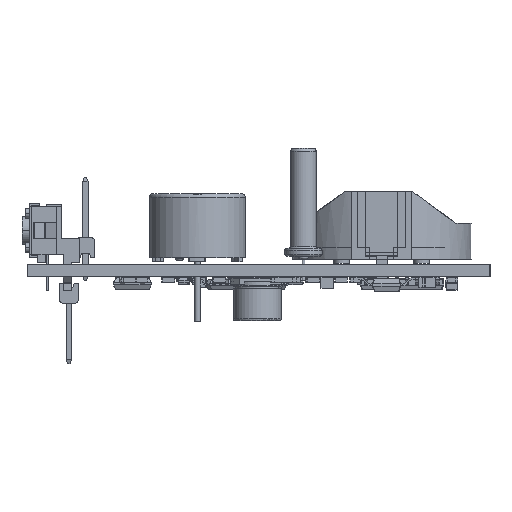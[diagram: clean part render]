
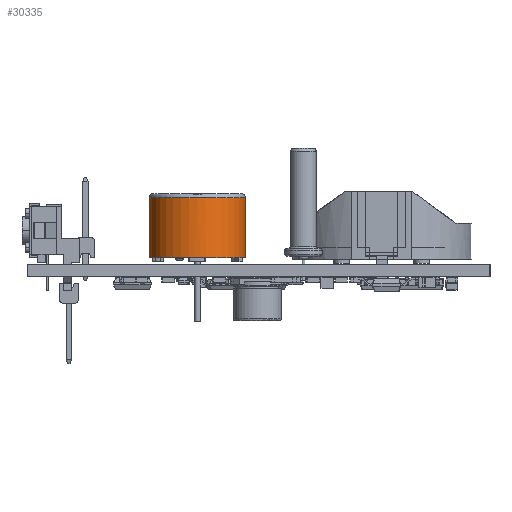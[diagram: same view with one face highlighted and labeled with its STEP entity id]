
A CAD part, left-side view. The second image highlights one B-rep face of the part: STEP entity #30335.
In plain terms, the highlighted cylindrical face has radius 6 mm (diameter 12 mm), a full revolution.
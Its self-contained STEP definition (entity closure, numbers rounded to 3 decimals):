
#30191 = EDGE_CURVE('',#30192,#30194,#30196,.T.);
#30192 = VERTEX_POINT('',#30193);
#30193 = CARTESIAN_POINT('',(3.857,-4.596,0.5));
#30194 = VERTEX_POINT('',#30195);
#30195 = CARTESIAN_POINT('',(6.,0.,0.5));
#30196 = CIRCLE('',#30197,6.);
#30197 = AXIS2_PLACEMENT_3D('',#30198,#30199,#30200);
#30198 = CARTESIAN_POINT('',(0.,0.,0.5));
#30199 = DIRECTION('',(0.,0.,1.));
#30200 = DIRECTION('',(1.,0.,0.));
#30202 = EDGE_CURVE('',#30194,#30203,#30205,.T.);
#30203 = VERTEX_POINT('',#30204);
#30204 = CARTESIAN_POINT('',(3.857,4.596,0.5));
#30205 = CIRCLE('',#30206,6.);
#30206 = AXIS2_PLACEMENT_3D('',#30207,#30208,#30209);
#30207 = CARTESIAN_POINT('',(0.,0.,0.5));
#30208 = DIRECTION('',(0.,0.,1.));
#30209 = DIRECTION('',(1.,0.,0.));
#30229 = VERTEX_POINT('',#30230);
#30230 = CARTESIAN_POINT('',(2.052,5.638,0.5));
#30236 = EDGE_CURVE('',#30229,#30237,#30239,.T.);
#30237 = VERTEX_POINT('',#30238);
#30238 = CARTESIAN_POINT('',(-5.909,1.042,0.5));
#30239 = CIRCLE('',#30240,6.);
#30240 = AXIS2_PLACEMENT_3D('',#30241,#30242,#30243);
#30241 = CARTESIAN_POINT('',(0.,0.,0.5));
#30242 = DIRECTION('',(0.,0.,1.));
#30243 = DIRECTION('',(1.,0.,0.));
#30263 = VERTEX_POINT('',#30264);
#30264 = CARTESIAN_POINT('',(-5.909,-1.042,0.5));
#30270 = EDGE_CURVE('',#30263,#30271,#30273,.T.);
#30271 = VERTEX_POINT('',#30272);
#30272 = CARTESIAN_POINT('',(2.052,-5.638,0.5));
#30273 = CIRCLE('',#30274,6.);
#30274 = AXIS2_PLACEMENT_3D('',#30275,#30276,#30277);
#30275 = CARTESIAN_POINT('',(0.,0.,0.5));
#30276 = DIRECTION('',(0.,0.,1.));
#30277 = DIRECTION('',(1.,0.,0.));
#30335 = ADVANCED_FACE('',(#30336),#30379,.T.);
#30336 = FACE_BOUND('',#30337,.T.);
#30337 = EDGE_LOOP('',(#30338,#30347,#30353,#30354,#30361,#30362,#30369,
    #30370,#30377,#30378));
#30338 = ORIENTED_EDGE('',*,*,#30339,.F.);
#30339 = EDGE_CURVE('',#30340,#30340,#30342,.T.);
#30340 = VERTEX_POINT('',#30341);
#30341 = CARTESIAN_POINT('',(6.,0.,8.));
#30342 = CIRCLE('',#30343,6.);
#30343 = AXIS2_PLACEMENT_3D('',#30344,#30345,#30346);
#30344 = CARTESIAN_POINT('',(0.,0.,8.));
#30345 = DIRECTION('',(0.,0.,1.));
#30346 = DIRECTION('',(1.,0.,0.));
#30347 = ORIENTED_EDGE('',*,*,#30348,.F.);
#30348 = EDGE_CURVE('',#30194,#30340,#30349,.T.);
#30349 = LINE('',#30350,#30351);
#30350 = CARTESIAN_POINT('',(6.,0.,0.5));
#30351 = VECTOR('',#30352,1.);
#30352 = DIRECTION('',(0.,0.,1.));
#30353 = ORIENTED_EDGE('',*,*,#30202,.T.);
#30354 = ORIENTED_EDGE('',*,*,#30355,.T.);
#30355 = EDGE_CURVE('',#30203,#30229,#30356,.T.);
#30356 = CIRCLE('',#30357,6.);
#30357 = AXIS2_PLACEMENT_3D('',#30358,#30359,#30360);
#30358 = CARTESIAN_POINT('',(0.,0.,0.5));
#30359 = DIRECTION('',(0.,0.,1.));
#30360 = DIRECTION('',(0.643,0.766,0.));
#30361 = ORIENTED_EDGE('',*,*,#30236,.T.);
#30362 = ORIENTED_EDGE('',*,*,#30363,.T.);
#30363 = EDGE_CURVE('',#30237,#30263,#30364,.T.);
#30364 = CIRCLE('',#30365,6.);
#30365 = AXIS2_PLACEMENT_3D('',#30366,#30367,#30368);
#30366 = CARTESIAN_POINT('',(0.,0.,0.5));
#30367 = DIRECTION('',(0.,0.,1.));
#30368 = DIRECTION('',(-0.985,0.174,0.));
#30369 = ORIENTED_EDGE('',*,*,#30270,.T.);
#30370 = ORIENTED_EDGE('',*,*,#30371,.T.);
#30371 = EDGE_CURVE('',#30271,#30192,#30372,.T.);
#30372 = CIRCLE('',#30373,6.);
#30373 = AXIS2_PLACEMENT_3D('',#30374,#30375,#30376);
#30374 = CARTESIAN_POINT('',(0.,0.,0.5));
#30375 = DIRECTION('',(0.,0.,1.));
#30376 = DIRECTION('',(0.342,-0.94,0.));
#30377 = ORIENTED_EDGE('',*,*,#30191,.T.);
#30378 = ORIENTED_EDGE('',*,*,#30348,.T.);
#30379 = CYLINDRICAL_SURFACE('',#30380,6.);
#30380 = AXIS2_PLACEMENT_3D('',#30381,#30382,#30383);
#30381 = CARTESIAN_POINT('',(0.,0.,0.5));
#30382 = DIRECTION('',(0.,0.,1.));
#30383 = DIRECTION('',(1.,0.,0.));
